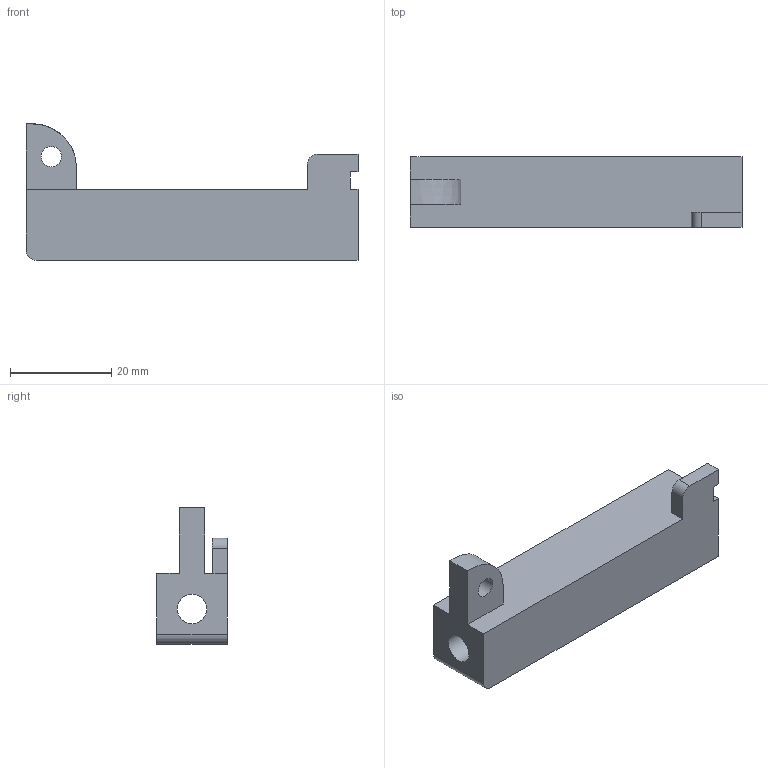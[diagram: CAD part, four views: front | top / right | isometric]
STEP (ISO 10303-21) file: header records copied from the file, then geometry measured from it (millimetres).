
FILE_DESCRIPTION(/* description */ (''),/* implementation_level */ '2;1');
FILE_NAME(/* name */ 'Usinage.step',/* time_stamp */ '2019-09-04T20:43:17+02:00',/* author */ (''),/* organization */ (''),/* preprocessor_version */ 'ST-DEVELOPER v18',/* originating_system */ 'Autodesk Translation Framework v8.6.0.1094',/* authorisation */ '');
FILE_SCHEMA (('AUTOMOTIVE_DESIGN { 1 0 10303 214 3 1 1 }'));
Length unit declared in the file: millimetre
Products named in the file (1): 22
Bounding box: 65.6 x 14 x 27 mm (x, y, z)
Volume: 11807.4 mm3; surface area: 5745.6 mm2
Topology: 1 solids, 1 shells, 20 faces, 54 edges, 36 vertices
Faces by surface type: plane 15, cylinder 4, bspline 1
Full cylindrical faces by diameter (mm): 4 x1, 5.8 x1
Entity records: 741 total; most frequent: CARTESIAN_POINT 192, ORIENTED_EDGE 108, DIRECTION 100, EDGE_CURVE 54, LINE 44, VECTOR 44, VERTEX_POINT 36, AXIS2_PLACEMENT_3D 28
